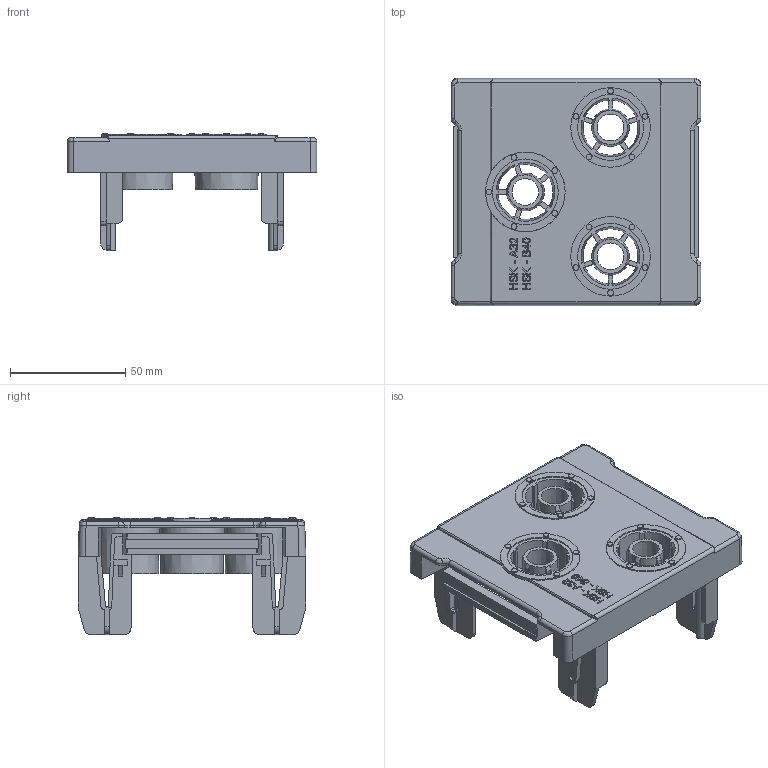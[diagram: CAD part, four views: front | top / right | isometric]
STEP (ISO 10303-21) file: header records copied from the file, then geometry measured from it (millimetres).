
FILE_DESCRIPTION(/* description */ ('Werkzeughaltereinsatz, ABS-schwarz HSK - A32/B40'),/* implementation_level */ '2;1');
FILE_NAME(/* name */ '6555-01.stp',/* time_stamp */ '2024-03-13T15:57:44+01:00',/* author */ ('marvin.friedrich'),/* organization */ ('B+H'),/* preprocessor_version */ 'ST-DEVELOPER v18.1',/* originating_system */ 'Autodesk Inventor 2022',/* authorisation */ '');
FILE_SCHEMA (('AUTOMOTIVE_DESIGN { 1 0 10303 214 3 1 1 }'));
Length unit declared in the file: millimetre
Products named in the file (1): 6555-01
Bounding box: 108.6 x 99 x 51 mm (x, y, z)
Volume: 65273.2 mm3; surface area: 60076.9 mm2
Topology: 1 solids, 1 shells, 669 faces, 1809 edges, 1168 vertices
Faces by surface type: plane 395, cylinder 134, bspline 81, cone 51, torus 8
Full cylindrical faces by diameter (mm): 2.5 x15, 28.6 x3, 34.6 x3
Entity records: 21511 total; most frequent: CARTESIAN_POINT 5102, ORIENTED_EDGE 3618, DIRECTION 3104, EDGE_CURVE 1809, LINE 1176, VECTOR 1176, VERTEX_POINT 1168, AXIS2_PLACEMENT_3D 964
